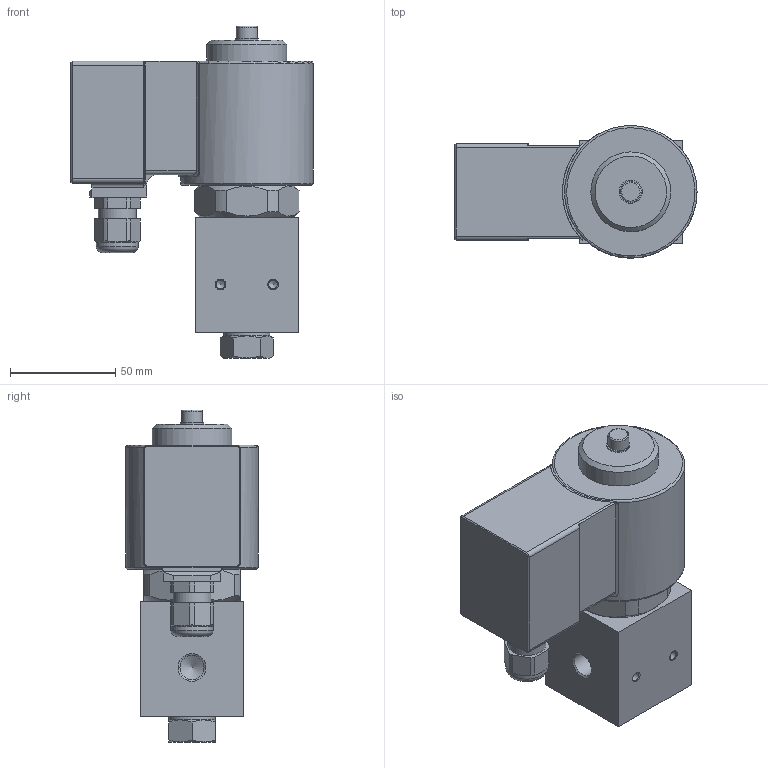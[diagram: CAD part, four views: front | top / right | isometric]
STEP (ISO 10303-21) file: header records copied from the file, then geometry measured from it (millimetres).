
FILE_DESCRIPTION(/* description */ ('3D Modell'),/* implementation_level */ '2;1');
FILE_NAME(/* name */ '075.000659_7542-0604-.322.stp',/* time_stamp */ '2019-09-25T09:32:26+02:00',/* author */ ('EFast'),/* organization */ (''),/* preprocessor_version */ 'ST-DEVELOPER v16.1',/* originating_system */ 'Autodesk Inventor 2016',/* authorisation */ '');
FILE_SCHEMA (('AUTOMOTIVE_DESIGN { 1 0 10303 214 3 1 1 }'));
Length unit declared in the file: millimetre
Products named in the file (1): 88-004343
Bounding box: 115.1 x 63 x 157.86 mm (x, y, z)
Volume: 509528.3 mm3; surface area: 50771.4 mm2
Topology: 1 solids, 1 shells, 174 faces, 420 edges, 256 vertices
Faces by surface type: plane 66, cylinder 57, cone 35, torus 12, bspline 4
Full cylindrical faces by diameter (mm): 4.134 x2, 10 x1, 11 x1, 11.445 x3, 18 x1, 20 x1, 22 x1, 38 x1, 63 x1
Entity records: 4993 total; most frequent: CARTESIAN_POINT 1200, DIRECTION 793, ORIENTED_EDGE 760, EDGE_CURVE 380, AXIS2_PLACEMENT_3D 314, VERTEX_POINT 247, EDGE_LOOP 213, FACE_OUTER_BOUND 174
